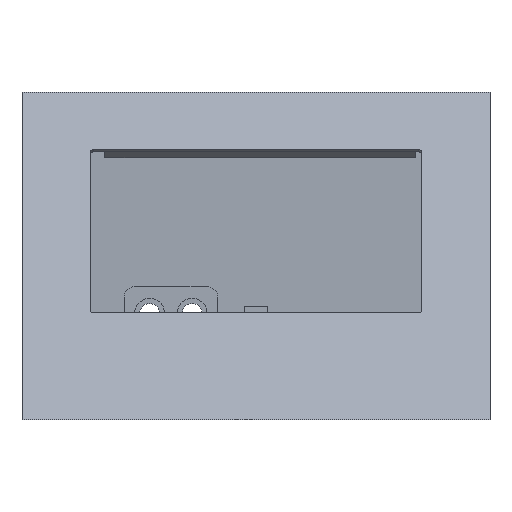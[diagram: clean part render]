
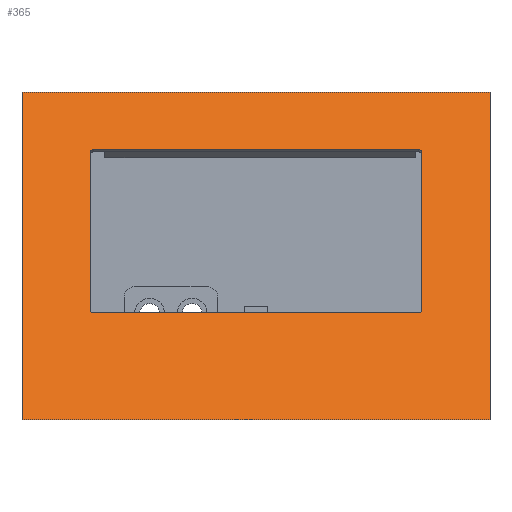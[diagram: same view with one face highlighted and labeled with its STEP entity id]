
A CAD part, left-side view. The second image highlights one B-rep face of the part: STEP entity #365.
In plain terms, the highlighted planar face has unit normal (-0.866, 0, 0.5).
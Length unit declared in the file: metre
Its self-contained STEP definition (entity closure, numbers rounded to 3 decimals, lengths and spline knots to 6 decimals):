
#365 = ADVANCED_FACE( '', ( #814, #815 ), #816, .F. );
#814 = FACE_BOUND( '', #1350, .T. );
#815 = FACE_OUTER_BOUND( '', #1351, .T. );
#816 = PLANE( '', #1352 );
#1350 = EDGE_LOOP( '', ( #2308, #2309, #2310, #2311, #2312, #2313, #2314, #2315 ) );
#1351 = EDGE_LOOP( '', ( #2316, #2317, #2318, #2319 ) );
#1352 = AXIS2_PLACEMENT_3D( '', #2320, #2321, #2322 );
#2308 = ORIENTED_EDGE( '', *, *, #3202, .F. );
#2309 = ORIENTED_EDGE( '', *, *, #3153, .T. );
#2310 = ORIENTED_EDGE( '', *, *, #3208, .T. );
#2311 = ORIENTED_EDGE( '', *, *, #3133, .T. );
#2312 = ORIENTED_EDGE( '', *, *, #3161, .T. );
#2313 = ORIENTED_EDGE( '', *, *, #3230, .T. );
#2314 = ORIENTED_EDGE( '', *, *, #3231, .F. );
#2315 = ORIENTED_EDGE( '', *, *, #2892, .T. );
#2316 = ORIENTED_EDGE( '', *, *, #3232, .F. );
#2317 = ORIENTED_EDGE( '', *, *, #3126, .T. );
#2318 = ORIENTED_EDGE( '', *, *, #3233, .F. );
#2319 = ORIENTED_EDGE( '', *, *, #3234, .F. );
#2320 = CARTESIAN_POINT( '', ( 0.031412, -0.11, 0.090406 ) );
#2321 = DIRECTION( '', ( 0.866, 0., -0.5 ) );
#2322 = DIRECTION( '', ( -0.5, 0., -0.866 ) );
#2892 = EDGE_CURVE( '', #3418, #3419, #3420, .T. );
#3126 = EDGE_CURVE( '', #3808, #3805, #3809, .T. );
#3133 = EDGE_CURVE( '', #3817, #3818, #3819, .T. );
#3153 = EDGE_CURVE( '', #3849, #3850, #3851, .T. );
#3161 = EDGE_CURVE( '', #3818, #3861, #3862, .T. );
#3202 = EDGE_CURVE( '', #3849, #3419, #3918, .T. );
#3208 = EDGE_CURVE( '', #3850, #3817, #3926, .T. );
#3230 = EDGE_CURVE( '', #3861, #3950, #3951, .T. );
#3231 = EDGE_CURVE( '', #3418, #3950, #3952, .T. );
#3232 = EDGE_CURVE( '', #3808, #3953, #3954, .T. );
#3233 = EDGE_CURVE( '', #3955, #3805, #3956, .T. );
#3234 = EDGE_CURVE( '', #3953, #3955, #3957, .T. );
#3418 = VERTEX_POINT( '', #4184 );
#3419 = VERTEX_POINT( '', #4185 );
#3420 = CIRCLE( '', #4186, 0.0015 );
#3805 = VERTEX_POINT( '', #4712 );
#3808 = VERTEX_POINT( '', #4716 );
#3809 = LINE( '', #4717, #4718 );
#3817 = VERTEX_POINT( '', #4728 );
#3818 = VERTEX_POINT( '', #4729 );
#3819 = CIRCLE( '', #4730, 0.0015 );
#3849 = VERTEX_POINT( '', #4772 );
#3850 = VERTEX_POINT( '', #4773 );
#3851 = CIRCLE( '', #4774, 0.0015 );
#3861 = VERTEX_POINT( '', #4788 );
#3862 = LINE( '', #4789, #4790 );
#3918 = LINE( '', #4865, #4866 );
#3926 = LINE( '', #4877, #4878 );
#3950 = VERTEX_POINT( '', #4915 );
#3951 = CIRCLE( '', #4916, 0.0015 );
#3952 = LINE( '', #4917, #4918 );
#3953 = VERTEX_POINT( '', #4919 );
#3954 = LINE( '', #4920, #4921 );
#3955 = VERTEX_POINT( '', #4922 );
#3956 = LINE( '', #4923, #4924 );
#3957 = LINE( '', #4925, #4926 );
#4184 = CARTESIAN_POINT( '', ( 0.013412, 0.0765, 0.059229 ) );
#4185 = CARTESIAN_POINT( '', ( 0.014162, 0.078, 0.060529 ) );
#4186 = AXIS2_PLACEMENT_3D( '', #5176, #5177, #5178 );
#4712 = CARTESIAN_POINT( '', ( -0.015588, 0.11, 0.009 ) );
#4716 = CARTESIAN_POINT( '', ( 0.073215, 0.11, 0.162813 ) );
#4717 = CARTESIAN_POINT( '', ( 0.031412, 0.11, 0.090406 ) );
#4718 = VECTOR( '', #5447, 1. );
#4728 = CARTESIAN_POINT( '', ( 0.057662, -0.0765, 0.135873 ) );
#4729 = CARTESIAN_POINT( '', ( 0.056912, -0.078, 0.134574 ) );
#4730 = AXIS2_PLACEMENT_3D( '', #5456, #5457, #5458 );
#4772 = CARTESIAN_POINT( '', ( 0.056912, 0.078, 0.134574 ) );
#4773 = CARTESIAN_POINT( '', ( 0.057662, 0.0765, 0.135873 ) );
#4774 = AXIS2_PLACEMENT_3D( '', #5483, #5484, #5485 );
#4788 = CARTESIAN_POINT( '', ( 0.014162, -0.078, 0.060529 ) );
#4789 = CARTESIAN_POINT( '', ( 0.031412, -0.078, 0.090406 ) );
#4790 = VECTOR( '', #5493, 1. );
#4865 = CARTESIAN_POINT( '', ( 0.031412, 0.078, 0.090406 ) );
#4866 = VECTOR( '', #5540, 1. );
#4877 = CARTESIAN_POINT( '', ( 0.057662, -0.11, 0.135873 ) );
#4878 = VECTOR( '', #5544, 1. );
#4915 = CARTESIAN_POINT( '', ( 0.013412, -0.0765, 0.059229 ) );
#4916 = AXIS2_PLACEMENT_3D( '', #5558, #5559, #5560 );
#4917 = CARTESIAN_POINT( '', ( 0.013412, -0.11, 0.059229 ) );
#4918 = VECTOR( '', #5561, 1. );
#4919 = CARTESIAN_POINT( '', ( 0.073215, -0.11, 0.162813 ) );
#4920 = CARTESIAN_POINT( '', ( 0.073215, 0.189892, 0.162813 ) );
#4921 = VECTOR( '', #5562, 1. );
#4922 = CARTESIAN_POINT( '', ( -0.015588, -0.11, 0.009 ) );
#4923 = CARTESIAN_POINT( '', ( -0.015588, -0.11, 0.009 ) );
#4924 = VECTOR( '', #5563, 1. );
#4925 = CARTESIAN_POINT( '', ( 0.031412, -0.11, 0.090406 ) );
#4926 = VECTOR( '', #5564, 1. );
#5176 = CARTESIAN_POINT( '', ( 0.014162, 0.0765, 0.060529 ) );
#5177 = DIRECTION( '', ( 0.866, 0., -0.5 ) );
#5178 = DIRECTION( '', ( -0.5, 0., -0.866 ) );
#5447 = DIRECTION( '', ( -0.5, 0., -0.866 ) );
#5456 = CARTESIAN_POINT( '', ( 0.056912, -0.0765, 0.134574 ) );
#5457 = DIRECTION( '', ( 0.866, 0., -0.5 ) );
#5458 = DIRECTION( '', ( -0.5, 0., -0.866 ) );
#5483 = CARTESIAN_POINT( '', ( 0.056912, 0.0765, 0.134574 ) );
#5484 = DIRECTION( '', ( 0.866, 0., -0.5 ) );
#5485 = DIRECTION( '', ( -0.5, 0., -0.866 ) );
#5493 = DIRECTION( '', ( -0.5, 0., -0.866 ) );
#5540 = DIRECTION( '', ( -0.5, 0., -0.866 ) );
#5544 = DIRECTION( '', ( 0., -1., 0. ) );
#5558 = CARTESIAN_POINT( '', ( 0.014162, -0.0765, 0.060529 ) );
#5559 = DIRECTION( '', ( 0.866, 0., -0.5 ) );
#5560 = DIRECTION( '', ( -0.5, 0., -0.866 ) );
#5561 = DIRECTION( '', ( 0., -1., 0. ) );
#5562 = DIRECTION( '', ( 0., -1., 0. ) );
#5563 = DIRECTION( '', ( 0., 1., 0. ) );
#5564 = DIRECTION( '', ( -0.5, 0., -0.866 ) );
